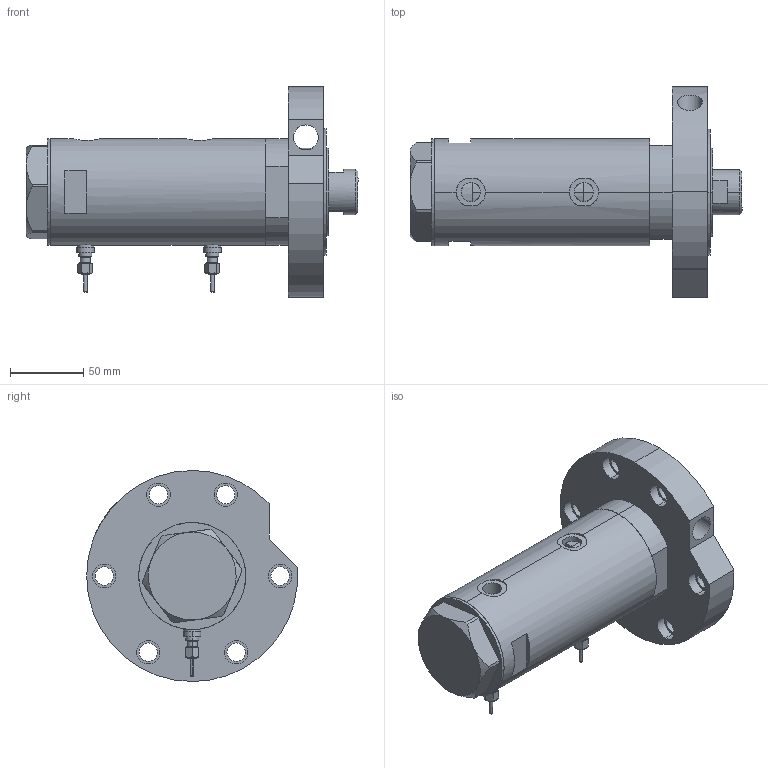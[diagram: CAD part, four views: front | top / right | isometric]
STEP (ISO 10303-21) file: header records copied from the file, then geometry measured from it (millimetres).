
FILE_DESCRIPTION (( 'STEP AP203' ), '1' );
FILE_NAME ('1be9.STEP', '2022-06-20T08:56:44', ( '' ), ( '' ), 'SwSTEP 2.0', 'SolidWorks 2019', '' );
FILE_SCHEMA (( 'CONFIG_CONTROL_DESIGN' ));
Length unit declared in the file: millimetre
Products named in the file (7): V270CG_RF211E 529ac422e277684aab3b2f94c53bb4a5; V270CG_BACK 529ac422e277684aab3b2f94c53bb4a5; V270CG_FRONT 529ac422e277684aab3b2f94c53bb4a5; V270CG_SWITCH 529ac422e277684aab3b2f94c53bb4a5; V270CG_MIDDLE 529ac422e277684aab3b2f94c53bb4a5; V270CG_VC 529ac422e277684aab3b2f94c53bb4a5; 1be9
Assembly tree (7 placements, depth 2):
  1be9
    V270CG_MIDDLE 529ac422e277684aab3b2f94c53bb4a5
    V270CG_BACK 529ac422e277684aab3b2f94c53bb4a5
    V270CG_FRONT 529ac422e277684aab3b2f94c53bb4a5
    V270CG_VC 529ac422e277684aab3b2f94c53bb4a5
    V270CG_RF211E 529ac422e277684aab3b2f94c53bb4a5
    V270CG_SWITCH 529ac422e277684aab3b2f94c53bb4a5  x2
Bounding box: 226.52 x 143.75 x 144 mm (x, y, z)
Volume: 1062420.8 mm3; surface area: 190891.1 mm2
Topology: 7 solids, 7 shells, 275 faces, 618 edges, 381 vertices
Faces by surface type: cylinder 112, plane 89, cone 48, torus 24, bspline 2
Entity records: 8103 total; most frequent: CARTESIAN_POINT 2198, DIRECTION 1144, ORIENTED_EDGE 1016, EDGE_CURVE 508, AXIS2_PLACEMENT_3D 479, VERTEX_POINT 317, EDGE_LOOP 271, CIRCLE 248
